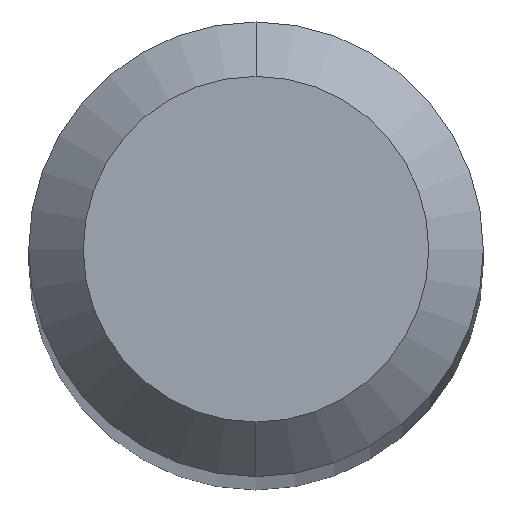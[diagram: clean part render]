
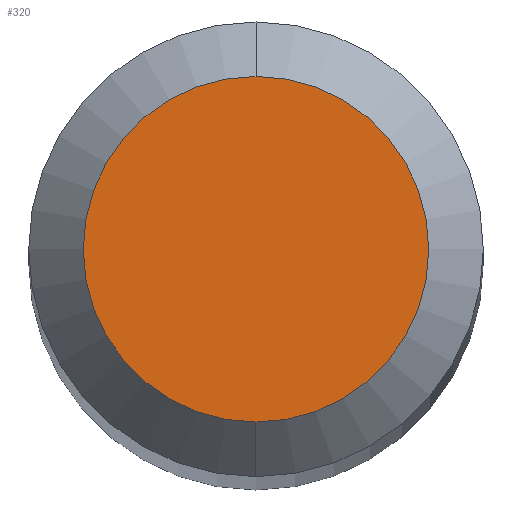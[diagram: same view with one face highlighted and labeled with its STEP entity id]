
A CAD part, top view. The second image highlights one B-rep face of the part: STEP entity #320.
In plain terms, the highlighted planar face has unit normal (0, 0, 1).
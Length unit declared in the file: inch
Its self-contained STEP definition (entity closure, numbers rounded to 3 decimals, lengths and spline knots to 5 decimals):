
#10 = PLANE ( 'NONE',  #501 ) ;
#25 = ORIENTED_EDGE ( 'NONE', *, *, #316, .T. ) ;
#63 = ORIENTED_EDGE ( 'NONE', *, *, #238, .T. ) ;
#75 = VERTEX_POINT ( 'NONE', #234 ) ;
#87 = DIRECTION ( 'NONE',  ( 0., 0., -1. ) ) ;
#119 = DIRECTION ( 'NONE',  ( 0., 0., 1. ) ) ;
#158 = CARTESIAN_POINT ( 'NONE',  ( 0., -0.0475, 0. ) ) ;
#165 = DIRECTION ( 'NONE',  ( 0., 0., 1. ) ) ;
#198 = CARTESIAN_POINT ( 'NONE',  ( 0., 0., 0. ) ) ;
#234 = CARTESIAN_POINT ( 'NONE',  ( 0., 0.0475, 0. ) ) ;
#238 = EDGE_CURVE ( 'NONE', #75, #280, #313, .T. ) ;
#242 = DIRECTION ( 'NONE',  ( 0., 1., 0. ) ) ;
#247 = DIRECTION ( 'NONE',  ( 0., -1., 0. ) ) ;
#279 = CARTESIAN_POINT ( 'NONE',  ( 0., 0.0475, 0. ) ) ;
#280 = VERTEX_POINT ( 'NONE', #158 ) ;
#288 = AXIS2_PLACEMENT_3D ( 'NONE', #361, #165, #247 ) ;
#313 = CIRCLE ( 'NONE', #288, 0.0475 ) ;
#316 = EDGE_CURVE ( 'NONE', #280, #75, #337, .T. ) ;
#320 = ADVANCED_FACE ( 'NONE', ( #369 ), #10, .F. ) ;
#337 = CIRCLE ( 'NONE', #517, 0.0475 ) ;
#361 = CARTESIAN_POINT ( 'NONE',  ( 0., 0., 0. ) ) ;
#369 = FACE_OUTER_BOUND ( 'NONE', #507, .T. ) ;
#447 = DIRECTION ( 'NONE',  ( 0., -1., 0. ) ) ;
#501 = AXIS2_PLACEMENT_3D ( 'NONE', #279, #87, #242 ) ;
#507 = EDGE_LOOP ( 'NONE', ( #63, #25 ) ) ;
#517 = AXIS2_PLACEMENT_3D ( 'NONE', #198, #119, #447 ) ;
